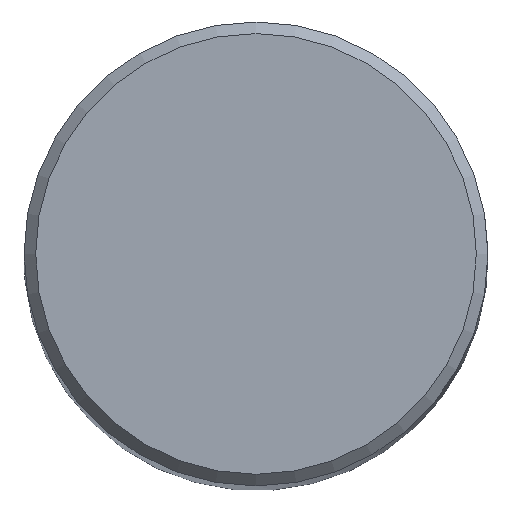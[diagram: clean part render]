
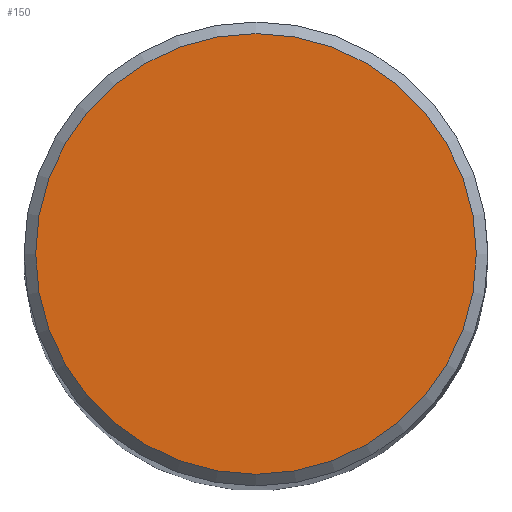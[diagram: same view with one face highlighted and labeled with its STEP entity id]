
A CAD part, top view. The second image highlights one B-rep face of the part: STEP entity #150.
In plain terms, the highlighted planar face has unit normal (0, 0, 1).
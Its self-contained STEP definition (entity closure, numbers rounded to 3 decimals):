
#150=ADVANCED_FACE('',(#185),#172,.T.);
#172=PLANE('',#539);
#185=FACE_OUTER_BOUND('',#202,.T.);
#202=EDGE_LOOP('',(#320));
#238=CIRCLE('',#538,9.5);
#320=ORIENTED_EDGE('',*,*,#434,.T.);
#390=VERTEX_POINT('',#827);
#434=EDGE_CURVE('',#390,#390,#238,.T.);
#538=AXIS2_PLACEMENT_3D('',#826,#632,#633);
#539=AXIS2_PLACEMENT_3D('',#828,#634,#635);
#632=DIRECTION('',(0.,0.,1.));
#633=DIRECTION('',(1.,0.,0.));
#634=DIRECTION('',(0.,0.,1.));
#635=DIRECTION('',(1.,0.,0.));
#826=CARTESIAN_POINT('',(0.,0.,0.));
#827=CARTESIAN_POINT('',(9.5,0.,0.));
#828=CARTESIAN_POINT('',(0.,0.,0.));
